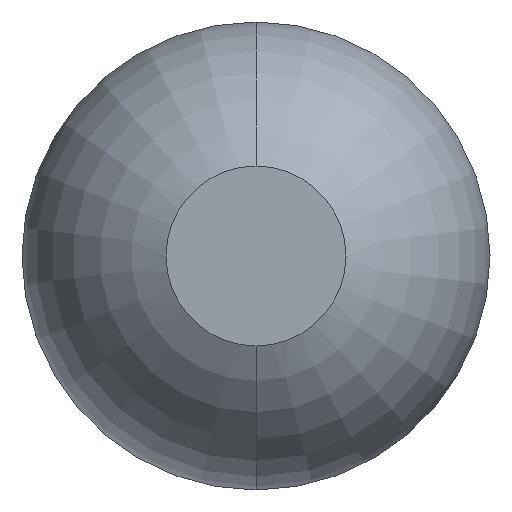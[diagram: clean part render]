
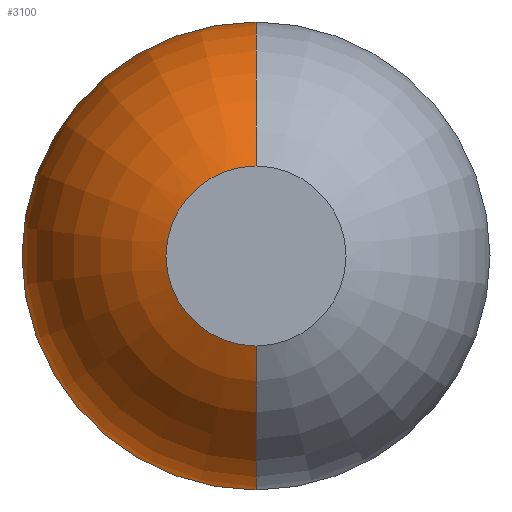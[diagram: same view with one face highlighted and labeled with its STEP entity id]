
A CAD part, front view. The second image highlights one B-rep face of the part: STEP entity #3100.
In plain terms, the highlighted toroidal (fillet/blend) face has major radius 0.01 mm and minor radius 0.4 mm.
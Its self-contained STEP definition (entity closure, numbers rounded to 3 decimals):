
#145 = EDGE_LOOP ( 'NONE', ( #1249, #3479, #4002, #2947 ) ) ;
#495 = CARTESIAN_POINT ( 'NONE',  ( 0., -27.7, 0.15 ) ) ;
#542 = AXIS2_PLACEMENT_3D ( 'NONE', #4452, #3669, #1809 ) ;
#584 = CARTESIAN_POINT ( 'NONE',  ( 0., -27.333, 0. ) ) ;
#644 = VERTEX_POINT ( 'NONE', #1946 ) ;
#658 = CARTESIAN_POINT ( 'NONE',  ( 0., -27.333, 0.39 ) ) ;
#1022 = DIRECTION ( 'NONE',  ( -1., 0., 0. ) ) ;
#1029 = VERTEX_POINT ( 'NONE', #658 ) ;
#1095 = EDGE_CURVE ( 'NONE', #644, #4302, #2885, .T. ) ;
#1249 = ORIENTED_EDGE ( 'NONE', *, *, #1095, .F. ) ;
#1330 = CARTESIAN_POINT ( 'NONE',  ( 0., -27.333, -0.39 ) ) ;
#1363 = CIRCLE ( 'NONE', #2880, 0.39 ) ;
#1376 = EDGE_CURVE ( 'NONE', #4622, #1029, #2260, .T. ) ;
#1675 = DIRECTION ( 'NONE',  ( 0., 0., 1. ) ) ;
#1708 = DIRECTION ( 'NONE',  ( 0., 0., 1. ) ) ;
#1726 = TOROIDAL_SURFACE ( 'NONE', #3378, -0.01, 0.4 ) ;
#1809 = DIRECTION ( 'NONE',  ( 0., 0., -1. ) ) ;
#1908 = DIRECTION ( 'NONE',  ( 0., 1., 0. ) ) ;
#1946 = CARTESIAN_POINT ( 'NONE',  ( 0., -27.7, -0.15 ) ) ;
#2103 = AXIS2_PLACEMENT_3D ( 'NONE', #4147, #1908, #4542 ) ;
#2130 = DIRECTION ( 'NONE',  ( 0., 0., 1. ) ) ;
#2173 = CIRCLE ( 'NONE', #2103, 0.15 ) ;
#2260 = CIRCLE ( 'NONE', #4195, 0.4 ) ;
#2449 = DIRECTION ( 'NONE',  ( 0., 1., 0. ) ) ;
#2712 = FACE_OUTER_BOUND ( 'NONE', #145, .T. ) ;
#2880 = AXIS2_PLACEMENT_3D ( 'NONE', #4763, #4326, #1708 ) ;
#2885 = CIRCLE ( 'NONE', #542, 0.4 ) ;
#2947 = ORIENTED_EDGE ( 'NONE', *, *, #3165, .F. ) ;
#3100 = ADVANCED_FACE ( 'Defeature ausgef�hrt3_6', ( #2712 ), #1726, .T. ) ;
#3165 = EDGE_CURVE ( 'Defeature ausgef�hrt3_7+Defeature ausgef�hrt3_6+Defeature ausgef�hrt3_6+Defeature ausgef�hrt3_6', #4302, #1029, #1363, .T. ) ;
#3190 = CARTESIAN_POINT ( 'NONE',  ( 0., -27.333, -0.01 ) ) ;
#3378 = AXIS2_PLACEMENT_3D ( 'NONE', #584, #2449, #1675 ) ;
#3479 = ORIENTED_EDGE ( 'NONE', *, *, #4552, .T. ) ;
#3669 = DIRECTION ( 'NONE',  ( 1., 0., 0. ) ) ;
#4002 = ORIENTED_EDGE ( 'NONE', *, *, #1376, .T. ) ;
#4147 = CARTESIAN_POINT ( 'NONE',  ( 0., -27.7, 0. ) ) ;
#4195 = AXIS2_PLACEMENT_3D ( 'NONE', #3190, #1022, #2130 ) ;
#4302 = VERTEX_POINT ( 'NONE', #1330 ) ;
#4326 = DIRECTION ( 'NONE',  ( 0., 1., 0. ) ) ;
#4452 = CARTESIAN_POINT ( 'NONE',  ( 0., -27.333, 0.01 ) ) ;
#4542 = DIRECTION ( 'NONE',  ( 0., 0., 1. ) ) ;
#4552 = EDGE_CURVE ( 'Defeature ausgef�hrt3_6+Defeature ausgef�hrt3_5+Defeature ausgef�hrt3_5+Defeature ausgef�hrt3_5', #644, #4622, #2173, .T. ) ;
#4622 = VERTEX_POINT ( 'NONE', #495 ) ;
#4763 = CARTESIAN_POINT ( 'NONE',  ( 0., -27.333, 0. ) ) ;
